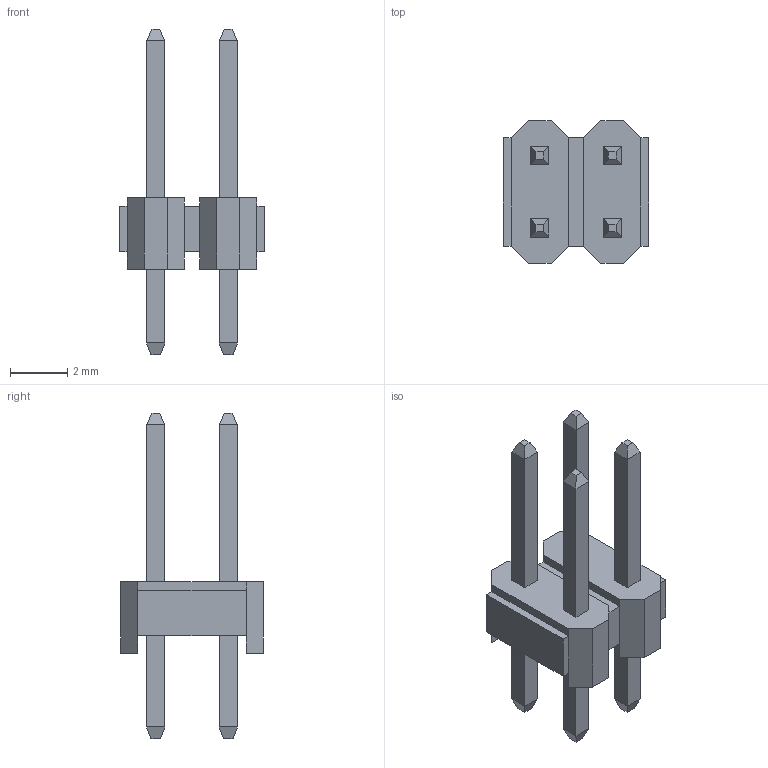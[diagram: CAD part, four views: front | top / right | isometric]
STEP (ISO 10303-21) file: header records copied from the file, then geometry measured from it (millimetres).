
FILE_DESCRIPTION (( 'STEP AP214' ), '1' );
FILE_NAME ('User Library-PLD-xx.STEP', '2017-11-30T07:55:59', ( '' ), ( '' ), 'SwSTEP 2.0', 'SolidWorks 2017', '' );
FILE_SCHEMA (( 'AUTOMOTIVE_DESIGN' ));
Length unit declared in the file: millimetre
Products named in the file (1): User Library-PLD-xx
Bounding box: 5.08 x 5 x 11.4 mm (x, y, z)
Volume: 58.7 mm3; surface area: 190.2 mm2
Topology: 1 solids, 2 shells, 116 faces, 264 edges, 160 vertices
Faces by surface type: plane 116
Entity records: 4432 total; most frequent: CARTESIAN_POINT 541, ORIENTED_EDGE 528, DIRECTION 498, LINE 264, EDGE_CURVE 264, VECTOR 264, VERTEX_POINT 160, EDGE_LOOP 124
